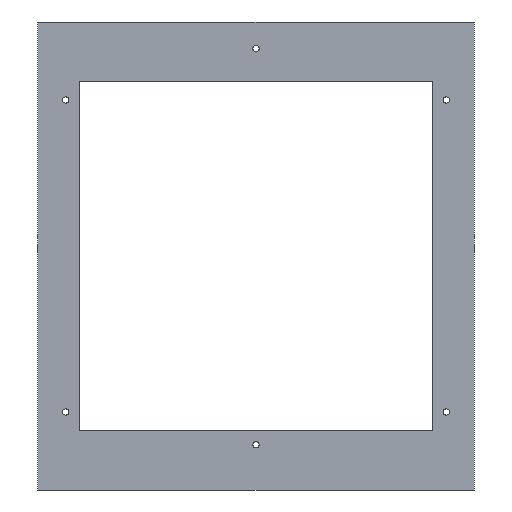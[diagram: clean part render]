
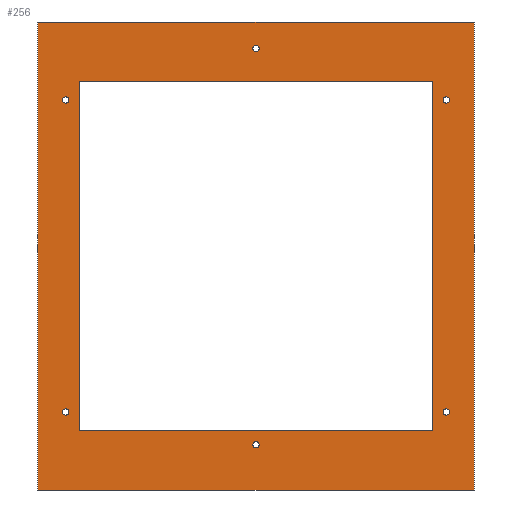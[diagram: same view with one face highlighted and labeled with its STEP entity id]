
A CAD part, front view. The second image highlights one B-rep face of the part: STEP entity #256.
In plain terms, the highlighted planar face has unit normal (0, -1, 0).
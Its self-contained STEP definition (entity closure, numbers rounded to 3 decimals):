
#39=AXIS2_PLACEMENT_3D('Circle Axis2P3D',#37,#38,$) ;
#74=AXIS2_PLACEMENT_3D('Circle Axis2P3D',#72,#73,$) ;
#92=AXIS2_PLACEMENT_3D('Plane Axis2P3D',#89,#90,#91) ;
#130=AXIS2_PLACEMENT_3D('Circle Axis2P3D',#128,#129,$) ;
#139=AXIS2_PLACEMENT_3D('Circle Axis2P3D',#137,#138,$) ;
#148=AXIS2_PLACEMENT_3D('Circle Axis2P3D',#146,#147,$) ;
#157=AXIS2_PLACEMENT_3D('Circle Axis2P3D',#155,#156,$) ;
#170=AXIS2_PLACEMENT_3D('Circle Axis2P3D',#168,#169,$) ;
#179=AXIS2_PLACEMENT_3D('Circle Axis2P3D',#177,#178,$) ;
#188=AXIS2_PLACEMENT_3D('Circle Axis2P3D',#186,#187,$) ;
#197=AXIS2_PLACEMENT_3D('Circle Axis2P3D',#195,#196,$) ;
#206=AXIS2_PLACEMENT_3D('Circle Axis2P3D',#204,#205,$) ;
#215=AXIS2_PLACEMENT_3D('Circle Axis2P3D',#213,#214,$) ;
#37=CARTESIAN_POINT('Axis2P3D Location',(-122.,130.,235.)) ;
#41=CARTESIAN_POINT('Vertex',(-124.,130.,235.)) ;
#43=CARTESIAN_POINT('Vertex',(-120.,130.,235.)) ;
#72=CARTESIAN_POINT('Axis2P3D Location',(-122.,130.,235.)) ;
#89=CARTESIAN_POINT('Axis2P3D Location',(0.,130.,135.)) ;
#94=CARTESIAN_POINT('Line Origine',(0.,130.,285.)) ;
#98=CARTESIAN_POINT('Vertex',(140.,130.,285.)) ;
#100=CARTESIAN_POINT('Vertex',(-140.,130.,285.)) ;
#103=CARTESIAN_POINT('Line Origine',(-140.,130.,135.)) ;
#107=CARTESIAN_POINT('Vertex',(-140.,130.,-15.)) ;
#110=CARTESIAN_POINT('Line Origine',(0.,130.,-15.)) ;
#114=CARTESIAN_POINT('Vertex',(140.,130.,-15.)) ;
#117=CARTESIAN_POINT('Line Origine',(140.,130.,135.)) ;
#128=CARTESIAN_POINT('Axis2P3D Location',(0.,130.,268.)) ;
#132=CARTESIAN_POINT('Vertex',(2.,130.,268.)) ;
#134=CARTESIAN_POINT('Vertex',(-2.,130.,268.)) ;
#137=CARTESIAN_POINT('Axis2P3D Location',(0.,130.,268.)) ;
#146=CARTESIAN_POINT('Axis2P3D Location',(0.,130.,14.)) ;
#150=CARTESIAN_POINT('Vertex',(-2.,130.,14.)) ;
#152=CARTESIAN_POINT('Vertex',(2.,130.,14.)) ;
#155=CARTESIAN_POINT('Axis2P3D Location',(0.,130.,14.)) ;
#168=CARTESIAN_POINT('Axis2P3D Location',(122.,130.,235.)) ;
#172=CARTESIAN_POINT('Vertex',(124.,130.,235.)) ;
#174=CARTESIAN_POINT('Vertex',(120.,130.,235.)) ;
#177=CARTESIAN_POINT('Axis2P3D Location',(122.,130.,235.)) ;
#186=CARTESIAN_POINT('Axis2P3D Location',(-122.,130.,35.)) ;
#190=CARTESIAN_POINT('Vertex',(-120.,130.,35.)) ;
#192=CARTESIAN_POINT('Vertex',(-124.,130.,35.)) ;
#195=CARTESIAN_POINT('Axis2P3D Location',(-122.,130.,35.)) ;
#204=CARTESIAN_POINT('Axis2P3D Location',(122.,130.,35.)) ;
#208=CARTESIAN_POINT('Vertex',(124.,130.,35.)) ;
#210=CARTESIAN_POINT('Vertex',(120.,130.,35.)) ;
#213=CARTESIAN_POINT('Axis2P3D Location',(122.,130.,35.)) ;
#222=CARTESIAN_POINT('Line Origine',(0.,130.,23.)) ;
#226=CARTESIAN_POINT('Vertex',(-113.,130.,23.)) ;
#228=CARTESIAN_POINT('Vertex',(113.,130.,23.)) ;
#231=CARTESIAN_POINT('Line Origine',(-113.,130.,135.)) ;
#235=CARTESIAN_POINT('Vertex',(-113.,130.,247.)) ;
#238=CARTESIAN_POINT('Line Origine',(0.,130.,247.)) ;
#242=CARTESIAN_POINT('Vertex',(113.,130.,247.)) ;
#245=CARTESIAN_POINT('Line Origine',(113.,130.,135.)) ;
#38=DIRECTION('Axis2P3D Direction',(0.,-1.,0.)) ;
#73=DIRECTION('Axis2P3D Direction',(0.,-1.,0.)) ;
#90=DIRECTION('Axis2P3D Direction',(0.,-1.,0.)) ;
#91=DIRECTION('Axis2P3D XDirection',(1.,0.,0.)) ;
#95=DIRECTION('Vector Direction',(1.,0.,0.)) ;
#104=DIRECTION('Vector Direction',(0.,0.,-1.)) ;
#111=DIRECTION('Vector Direction',(-1.,0.,0.)) ;
#118=DIRECTION('Vector Direction',(0.,0.,1.)) ;
#129=DIRECTION('Axis2P3D Direction',(0.,-1.,0.)) ;
#138=DIRECTION('Axis2P3D Direction',(0.,-1.,0.)) ;
#147=DIRECTION('Axis2P3D Direction',(0.,-1.,0.)) ;
#156=DIRECTION('Axis2P3D Direction',(0.,-1.,0.)) ;
#169=DIRECTION('Axis2P3D Direction',(0.,-1.,0.)) ;
#178=DIRECTION('Axis2P3D Direction',(0.,-1.,0.)) ;
#187=DIRECTION('Axis2P3D Direction',(0.,-1.,0.)) ;
#196=DIRECTION('Axis2P3D Direction',(0.,-1.,0.)) ;
#205=DIRECTION('Axis2P3D Direction',(0.,-1.,0.)) ;
#214=DIRECTION('Axis2P3D Direction',(0.,-1.,0.)) ;
#223=DIRECTION('Vector Direction',(-1.,0.,0.)) ;
#232=DIRECTION('Vector Direction',(0.,0.,-1.)) ;
#239=DIRECTION('Vector Direction',(1.,0.,0.)) ;
#246=DIRECTION('Vector Direction',(0.,0.,1.)) ;
#96=VECTOR('Line Direction',#95,1.) ;
#105=VECTOR('Line Direction',#104,1.) ;
#112=VECTOR('Line Direction',#111,1.) ;
#119=VECTOR('Line Direction',#118,1.) ;
#224=VECTOR('Line Direction',#223,1.) ;
#233=VECTOR('Line Direction',#232,1.) ;
#240=VECTOR('Line Direction',#239,1.) ;
#247=VECTOR('Line Direction',#246,1.) ;
#123=ORIENTED_EDGE('',*,*,#102,.T.) ;
#124=ORIENTED_EDGE('',*,*,#109,.T.) ;
#125=ORIENTED_EDGE('',*,*,#116,.T.) ;
#126=ORIENTED_EDGE('',*,*,#121,.T.) ;
#143=ORIENTED_EDGE('',*,*,#136,.F.) ;
#144=ORIENTED_EDGE('',*,*,#141,.F.) ;
#161=ORIENTED_EDGE('',*,*,#154,.F.) ;
#162=ORIENTED_EDGE('',*,*,#159,.F.) ;
#165=ORIENTED_EDGE('',*,*,#76,.F.) ;
#166=ORIENTED_EDGE('',*,*,#45,.F.) ;
#183=ORIENTED_EDGE('',*,*,#176,.F.) ;
#184=ORIENTED_EDGE('',*,*,#181,.F.) ;
#201=ORIENTED_EDGE('',*,*,#194,.F.) ;
#202=ORIENTED_EDGE('',*,*,#199,.F.) ;
#219=ORIENTED_EDGE('',*,*,#212,.F.) ;
#220=ORIENTED_EDGE('',*,*,#217,.F.) ;
#251=ORIENTED_EDGE('',*,*,#230,.F.) ;
#252=ORIENTED_EDGE('',*,*,#237,.F.) ;
#253=ORIENTED_EDGE('',*,*,#244,.F.) ;
#254=ORIENTED_EDGE('',*,*,#249,.F.) ;
#145=FACE_BOUND('',#142,.T.) ;
#163=FACE_BOUND('',#160,.T.) ;
#167=FACE_BOUND('',#164,.T.) ;
#185=FACE_BOUND('',#182,.T.) ;
#203=FACE_BOUND('',#200,.T.) ;
#221=FACE_BOUND('',#218,.T.) ;
#255=FACE_BOUND('',#250,.T.) ;
#256=ADVANCED_FACE('E1.2_IV_F_COMPARTMENT_DOOR_DRILLING',(#127,#145,#163,#167,#185,#203,#221,#255),#93,.T.) ;
#40=CIRCLE('generated circle',#39,2.) ;
#75=CIRCLE('generated circle',#74,2.) ;
#131=CIRCLE('generated circle',#130,2.) ;
#140=CIRCLE('generated circle',#139,2.) ;
#149=CIRCLE('generated circle',#148,2.) ;
#158=CIRCLE('generated circle',#157,2.) ;
#171=CIRCLE('generated circle',#170,2.) ;
#180=CIRCLE('generated circle',#179,2.) ;
#189=CIRCLE('generated circle',#188,2.) ;
#198=CIRCLE('generated circle',#197,2.) ;
#207=CIRCLE('generated circle',#206,2.) ;
#216=CIRCLE('generated circle',#215,2.) ;
#45=EDGE_CURVE('',#42,#44,#40,.T.) ;
#76=EDGE_CURVE('',#44,#42,#75,.T.) ;
#102=EDGE_CURVE('',#99,#101,#97,.F.) ;
#109=EDGE_CURVE('',#101,#108,#106,.T.) ;
#116=EDGE_CURVE('',#108,#115,#113,.F.) ;
#121=EDGE_CURVE('',#115,#99,#120,.T.) ;
#136=EDGE_CURVE('',#133,#135,#131,.T.) ;
#141=EDGE_CURVE('',#135,#133,#140,.T.) ;
#154=EDGE_CURVE('',#151,#153,#149,.T.) ;
#159=EDGE_CURVE('',#153,#151,#158,.T.) ;
#176=EDGE_CURVE('',#173,#175,#171,.T.) ;
#181=EDGE_CURVE('',#175,#173,#180,.T.) ;
#194=EDGE_CURVE('',#191,#193,#189,.T.) ;
#199=EDGE_CURVE('',#193,#191,#198,.T.) ;
#212=EDGE_CURVE('',#209,#211,#207,.T.) ;
#217=EDGE_CURVE('',#211,#209,#216,.T.) ;
#230=EDGE_CURVE('',#227,#229,#225,.F.) ;
#237=EDGE_CURVE('',#236,#227,#234,.T.) ;
#244=EDGE_CURVE('',#243,#236,#241,.F.) ;
#249=EDGE_CURVE('',#229,#243,#248,.T.) ;
#122=EDGE_LOOP('',(#123,#124,#125,#126)) ;
#142=EDGE_LOOP('',(#143,#144)) ;
#160=EDGE_LOOP('',(#161,#162)) ;
#164=EDGE_LOOP('',(#165,#166)) ;
#182=EDGE_LOOP('',(#183,#184)) ;
#200=EDGE_LOOP('',(#201,#202)) ;
#218=EDGE_LOOP('',(#219,#220)) ;
#250=EDGE_LOOP('',(#251,#252,#253,#254)) ;
#127=FACE_OUTER_BOUND('',#122,.T.) ;
#97=LINE('Line',#94,#96) ;
#106=LINE('Line',#103,#105) ;
#113=LINE('Line',#110,#112) ;
#120=LINE('Line',#117,#119) ;
#225=LINE('Line',#222,#224) ;
#234=LINE('Line',#231,#233) ;
#241=LINE('Line',#238,#240) ;
#248=LINE('Line',#245,#247) ;
#93=PLANE('',#92) ;
#42=VERTEX_POINT('',#41) ;
#44=VERTEX_POINT('',#43) ;
#99=VERTEX_POINT('',#98) ;
#101=VERTEX_POINT('',#100) ;
#108=VERTEX_POINT('',#107) ;
#115=VERTEX_POINT('',#114) ;
#133=VERTEX_POINT('',#132) ;
#135=VERTEX_POINT('',#134) ;
#151=VERTEX_POINT('',#150) ;
#153=VERTEX_POINT('',#152) ;
#173=VERTEX_POINT('',#172) ;
#175=VERTEX_POINT('',#174) ;
#191=VERTEX_POINT('',#190) ;
#193=VERTEX_POINT('',#192) ;
#209=VERTEX_POINT('',#208) ;
#211=VERTEX_POINT('',#210) ;
#227=VERTEX_POINT('',#226) ;
#229=VERTEX_POINT('',#228) ;
#236=VERTEX_POINT('',#235) ;
#243=VERTEX_POINT('',#242) ;
